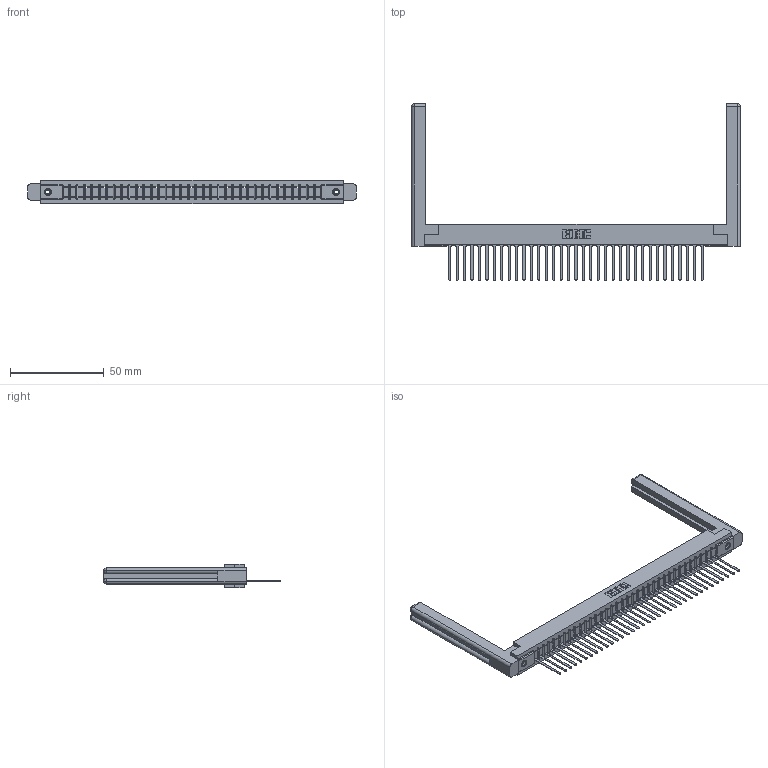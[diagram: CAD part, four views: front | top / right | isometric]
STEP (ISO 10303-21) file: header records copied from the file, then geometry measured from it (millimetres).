
FILE_DESCRIPTION (( 'STEP AP203' ), '1' );
FILE_NAME ('357-035-545-158.STEP', '2019-09-14T07:08:49', ( '' ), ( '' ), 'SwSTEP 2.0', 'SolidWorks 2016', '' );
FILE_SCHEMA (( 'CONFIG_CONTROL_DESIGN' ));
Length unit declared in the file: inch
Products named in the file (5): 307-290-001_545; 345-250-001_345-250-001-102; 357-035-545-158; 307-220-058; 307 Part_.156 Dia Mounting Holes
Assembly tree (40 placements, depth 2):
  357-035-545-158
    307 Part_.156 Dia Mounting Holes
    307-290-001_545  x35
    307-220-058  x2
    345-250-001_345-250-001-102  x2
Bounding box: 175.31 x 94.31 x 12.7 mm (x, y, z)
Volume: 25465.9 mm3; surface area: 25390.9 mm2
Topology: 40 solids, 40 shells, 2256 faces, 6347 edges, 4074 vertices
Faces by surface type: plane 1449, cylinder 711, sphere 72, torus 12, cone 12
Entity records: 33469 total; most frequent: CARTESIAN_POINT 5643, ORIENTED_EDGE 5568, DIRECTION 5452, EDGE_CURVE 2784, LINE 2130, VECTOR 2130, VERTEX_POINT 1798, AXIS2_PLACEMENT_3D 1661
